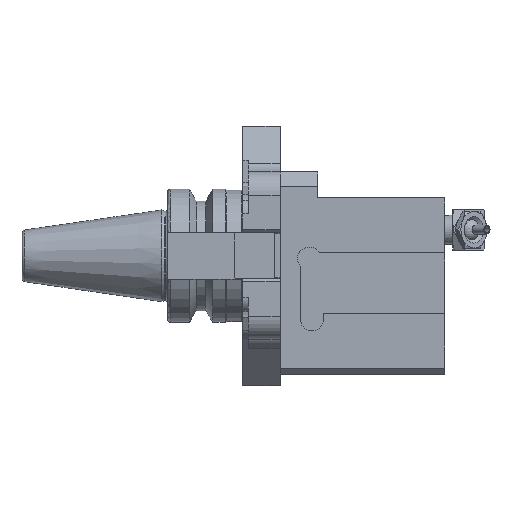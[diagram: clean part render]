
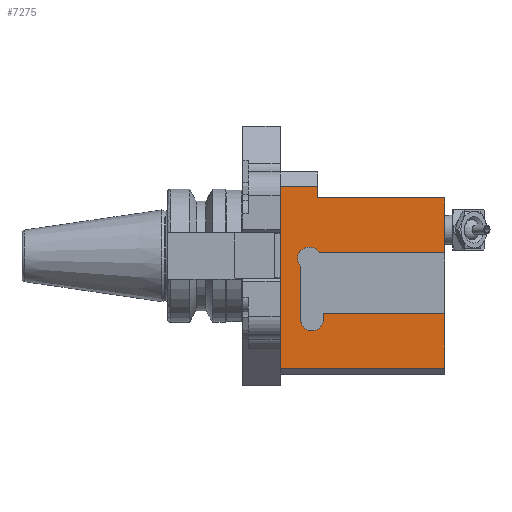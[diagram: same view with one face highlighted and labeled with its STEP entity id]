
A CAD part, top view. The second image highlights one B-rep face of the part: STEP entity #7275.
In plain terms, the highlighted face is planar.
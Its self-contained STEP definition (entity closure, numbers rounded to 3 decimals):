
#6314=CARTESIAN_POINT('',(-29.0,-24.,44.0));
#6315=VERTEX_POINT('',#6314);
#6322=CARTESIAN_POINT('',(-29.0,-20.0,44.));
#6323=VERTEX_POINT('',#6322);
#6324=CARTESIAN_POINT('',(-29.0,-20.0,44.));
#6325=DIRECTION('',(0.0,-1.0,0.0));
#6326=VECTOR('',#6325,4.0);
#6327=LINE('',#6324,#6326);
#6328=EDGE_CURVE('',#6323,#6315,#6327,.T.);
#6393=CARTESIAN_POINT('',(-29.0,22.,50.0));
#6394=VERTEX_POINT('',#6393);
#6401=CARTESIAN_POINT('',(-29.0,22.,42.0));
#6402=VERTEX_POINT('',#6401);
#6403=CARTESIAN_POINT('',(-29.0,22.,46.));
#6404=DIRECTION('',(1.0,0.0,0.0));
#6405=DIRECTION('',(0.0,0.0,1.0));
#6406=AXIS2_PLACEMENT_3D('',#6403,#6404,#6405);
#6407=CIRCLE('',#6406,4.0);
#6408=EDGE_CURVE('',#6402,#6394,#6407,.T.);
#6532=CARTESIAN_POINT('',(-29.0,-20.0,0.0));
#6533=VERTEX_POINT('',#6532);
#6534=CARTESIAN_POINT('',(-29.0,-20.0,0.0));
#6535=DIRECTION('',(0.0,0.0,1.0));
#6536=VECTOR('',#6535,44.);
#6537=LINE('',#6534,#6536);
#6538=EDGE_CURVE('',#6533,#6323,#6537,.T.);
#7055=CARTESIAN_POINT('',(-29.0,-1.,43.536));
#7056=VERTEX_POINT('',#7055);
#7063=CARTESIAN_POINT('',(-29.0,3.646,50.0));
#7064=VERTEX_POINT('',#7063);
#7065=CARTESIAN_POINT('',(-29.0,1.,47.));
#7066=DIRECTION('',(1.0,0.0,0.0));
#7067=DIRECTION('',(0.0,-0.5,-0.866));
#7068=AXIS2_PLACEMENT_3D('',#7065,#7066,#7067);
#7069=CIRCLE('',#7068,4.0);
#7070=EDGE_CURVE('',#7064,#7056,#7069,.T.);
#7095=CARTESIAN_POINT('',(-29.0,22.,50.0));
#7096=DIRECTION('',(0.0,-1.0,0.0));
#7097=VECTOR('',#7096,18.354);
#7098=LINE('',#7095,#7097);
#7099=EDGE_CURVE('',#6394,#7064,#7098,.T.);
#7119=CARTESIAN_POINT('',(-29.0,20.,42.0));
#7120=VERTEX_POINT('',#7119);
#7121=CARTESIAN_POINT('',(-29.0,20.,42.0));
#7122=DIRECTION('',(0.0,1.0,0.0));
#7123=VECTOR('',#7122,2.);
#7124=LINE('',#7121,#7123);
#7125=EDGE_CURVE('',#7120,#6402,#7124,.T.);
#7150=CARTESIAN_POINT('',(-29.0,20.,0.0));
#7151=VERTEX_POINT('',#7150);
#7152=CARTESIAN_POINT('',(-29.0,20.,0.0));
#7153=DIRECTION('',(0.0,0.0,1.0));
#7154=VECTOR('',#7153,42.0);
#7155=LINE('',#7152,#7154);
#7156=EDGE_CURVE('',#7151,#7120,#7155,.T.);
#7180=CARTESIAN_POINT('',(-29.0,-1.,0.0));
#7181=VERTEX_POINT('',#7180);
#7188=CARTESIAN_POINT('',(-29.0,-1.,43.536));
#7189=DIRECTION('',(0.0,0.0,-1.0));
#7190=VECTOR('',#7189,43.536);
#7191=LINE('',#7188,#7190);
#7192=EDGE_CURVE('',#7056,#7181,#7191,.T.);
#7224=CARTESIAN_POINT('',(-29.0,-24.,0.0));
#7225=DIRECTION('',(-1.0,0.0,0.0));
#7226=DIRECTION('',(0.0,0.0,1.0));
#7227=AXIS2_PLACEMENT_3D('',#7224,#7225,#7226);
#7228=PLANE('',#7227);
#7229=ORIENTED_EDGE('',*,*,#7156,.T.);
#7230=ORIENTED_EDGE('',*,*,#7125,.T.);
#7231=ORIENTED_EDGE('',*,*,#6408,.T.);
#7232=ORIENTED_EDGE('',*,*,#7099,.T.);
#7233=ORIENTED_EDGE('',*,*,#7070,.T.);
#7234=ORIENTED_EDGE('',*,*,#7192,.T.);
#7235=CARTESIAN_POINT('',(-29.0,-20.0,0.0));
#7236=DIRECTION('',(0.0,1.0,0.0));
#7237=VECTOR('',#7236,19.);
#7238=LINE('',#7235,#7237);
#7239=EDGE_CURVE('',#6533,#7181,#7238,.T.);
#7240=ORIENTED_EDGE('',*,*,#7239,.F.);
#7241=ORIENTED_EDGE('',*,*,#6538,.T.);
#7242=ORIENTED_EDGE('',*,*,#6328,.T.);
#7243=CARTESIAN_POINT('',(-29.0,-24.,57.0));
#7244=VERTEX_POINT('',#7243);
#7245=CARTESIAN_POINT('',(-29.0,-24.,44.0));
#7246=DIRECTION('',(0.0,0.0,1.0));
#7247=VECTOR('',#7246,13.0);
#7248=LINE('',#7245,#7247);
#7249=EDGE_CURVE('',#6315,#7244,#7248,.T.);
#7250=ORIENTED_EDGE('',*,*,#7249,.T.);
#7251=CARTESIAN_POINT('',(-29.0,39.,57.0));
#7252=VERTEX_POINT('',#7251);
#7253=CARTESIAN_POINT('',(-29.0,-24.,57.0));
#7254=DIRECTION('',(0.0,1.0,0.0));
#7255=VECTOR('',#7254,63.);
#7256=LINE('',#7253,#7255);
#7257=EDGE_CURVE('',#7244,#7252,#7256,.T.);
#7258=ORIENTED_EDGE('',*,*,#7257,.T.);
#7259=CARTESIAN_POINT('',(-29.0,39.,0.0));
#7260=VERTEX_POINT('',#7259);
#7261=CARTESIAN_POINT('',(-29.0,39.,0.0));
#7262=DIRECTION('',(0.0,0.0,1.0));
#7263=VECTOR('',#7262,57.0);
#7264=LINE('',#7261,#7263);
#7265=EDGE_CURVE('',#7260,#7252,#7264,.T.);
#7266=ORIENTED_EDGE('',*,*,#7265,.F.);
#7267=CARTESIAN_POINT('',(-29.0,20.,0.0));
#7268=DIRECTION('',(0.0,1.0,0.0));
#7269=VECTOR('',#7268,19.);
#7270=LINE('',#7267,#7269);
#7271=EDGE_CURVE('',#7151,#7260,#7270,.T.);
#7272=ORIENTED_EDGE('',*,*,#7271,.F.);
#7273=EDGE_LOOP('',(#7229,#7230,#7231,#7232,#7233,#7234,#7240,#7241,#7242,#7250,#7258,#7266,#7272));
#7274=FACE_OUTER_BOUND('',#7273,.T.);
#7275=ADVANCED_FACE('',(#7274),#7228,.T.);
